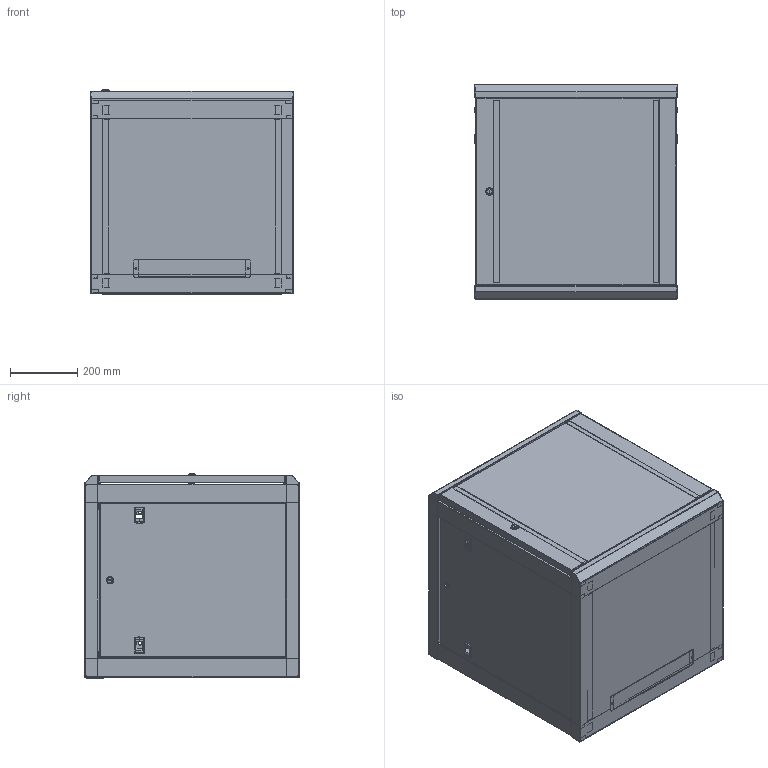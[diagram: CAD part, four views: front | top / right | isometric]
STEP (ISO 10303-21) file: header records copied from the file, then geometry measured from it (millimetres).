
FILE_DESCRIPTION (( 'STEP AP214' ), '1' );
FILE_NAME ('LC-SMA6612_3D.step', '2024-08-30T21:09:19', ( '' ), ( '' ), 'SwSTEP 2.0', 'SolidWorks 2022', '' );
FILE_SCHEMA (( 'AUTOMOTIVE_DESIGN' ));
Length unit declared in the file: millimetre
Products named in the file (37): cylinder, lock^door lock_side pnl assy_LC-SMA6612; screw, Lock^door lock_side pnl assy_LC-SMA6612; door lock^door assy_LC-SMA6612; wshr, lock^door lock_door assy_LC-SMA6612; nut, lock^door lock_door assy_LC-SMA6612; int lock-wshr, lock^door lock_side pnl assy_LC-SMA6612; Wall Mtg Pl^LC-SMA6612; nut, lock^door lock_side pnl assy_LC-SMA6612; Bottom Cover 600 mm^base assy_LC-SMA6612; door assy^LC-SMA6612; cylinder, lock^door lock_door assy_LC-SMA6612; cable mgmt plate^base assy_LC-SMA6612; top cover assy^LC-SMA6612; Vt Mtg Rails^LC-SMA6612; side pnl^side pnl assy_LC-SMA6612; latch, lock^door lock_door assy_LC-SMA6612; vt frame member^Frame Assy_LC-SMA6612; door frame w lock^door assy_LC-SMA6612; side pnl assy^LC-SMA6612; LC-SMA6612_3D; door wshr^LC-SMA6612; base assy^LC-SMA6612; Top Cover 600 mm^top cover assy_LC-SMA6612; int lock-wshr, lock^door lock_door assy_LC-SMA6612; Back Plate^LC-SMA6612; screw, Lock^door lock_door assy_LC-SMA6612; cable mgmt plate^top cover assy_LC-SMA6612; Frame Assy^LC-SMA6612; door frame^door assy_LC-SMA6612; hz frame member^Frame Assy_LC-SMA6612; wshr, lock^door lock_side pnl assy_LC-SMA6612; L Brkt^LC-SMA6612; latch, lock^door lock_side pnl assy_LC-SMA6612; Glass Panel^door assy_LC-SMA6612; door lock^side pnl assy_LC-SMA6612; pnl latch^side pnl assy_LC-SMA6612; Hz Beam^LC-SMA6612
Assembly tree (48 placements, depth 4):
  LC-SMA6612_3D
    base assy^LC-SMA6612
      Bottom Cover 600 mm^base assy_LC-SMA6612
      cable mgmt plate^base assy_LC-SMA6612
    side pnl assy^LC-SMA6612  x2
      side pnl^side pnl assy_LC-SMA6612
      pnl latch^side pnl assy_LC-SMA6612
      door lock^side pnl assy_LC-SMA6612
        cylinder, lock^door lock_side pnl assy_LC-SMA6612
        latch, lock^door lock_side pnl assy_LC-SMA6612
        nut, lock^door lock_side pnl assy_LC-SMA6612
        wshr, lock^door lock_side pnl assy_LC-SMA6612
        int lock-wshr, lock^door lock_side pnl assy_LC-SMA6612
        screw, Lock^door lock_side pnl assy_LC-SMA6612
    Frame Assy^LC-SMA6612  x2
      hz frame member^Frame Assy_LC-SMA6612
      vt frame member^Frame Assy_LC-SMA6612
    Back Plate^LC-SMA6612
    Wall Mtg Pl^LC-SMA6612
    Hz Beam^LC-SMA6612  x4
    Vt Mtg Rails^LC-SMA6612  x4
    L Brkt^LC-SMA6612  x2
    door wshr^LC-SMA6612
    door assy^LC-SMA6612
      Glass Panel^door assy_LC-SMA6612
      door frame w lock^door assy_LC-SMA6612
      door frame^door assy_LC-SMA6612
      door lock^door assy_LC-SMA6612
        cylinder, lock^door lock_door assy_LC-SMA6612
        latch, lock^door lock_door assy_LC-SMA6612
        nut, lock^door lock_door assy_LC-SMA6612
        wshr, lock^door lock_door assy_LC-SMA6612
        int lock-wshr, lock^door lock_door assy_LC-SMA6612
        screw, Lock^door lock_door assy_LC-SMA6612
    top cover assy^LC-SMA6612
      Top Cover 600 mm^top cover assy_LC-SMA6612
      cable mgmt plate^top cover assy_LC-SMA6612
Bounding box: 604 x 637.95 x 606.44 mm (x, y, z)
Volume: 3260383.8 mm3; surface area: 6319620.1 mm2
Topology: 49 solids, 55 shells, 4055 faces, 11600 edges, 7636 vertices
Faces by surface type: plane 2891, cylinder 1046, bspline 64, cone 54
Entity records: 72198 total; most frequent: CARTESIAN_POINT 13201, ORIENTED_EDGE 10744, DIRECTION 10507, EDGE_CURVE 5390, VECTOR 3807, LINE 3807, VERTEX_POINT 3538, AXIS2_PLACEMENT_3D 3350
